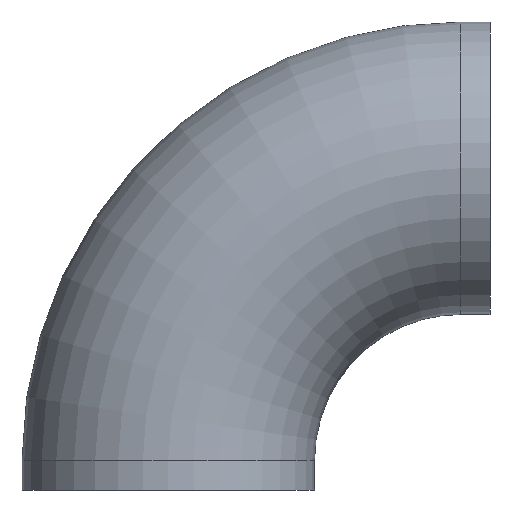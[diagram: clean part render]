
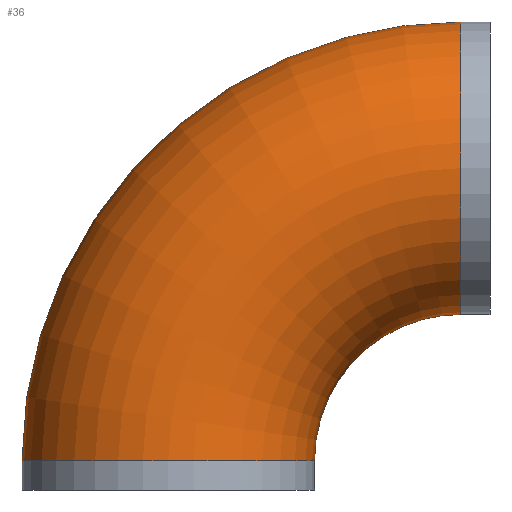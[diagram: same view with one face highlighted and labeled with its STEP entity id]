
A CAD part, front view. The second image highlights one B-rep face of the part: STEP entity #36.
In plain terms, the highlighted toroidal (fillet/blend) face has major radius 200 mm and minor radius 100 mm.
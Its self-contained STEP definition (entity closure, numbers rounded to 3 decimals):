
#36 = ADVANCED_FACE( '', ( #73, #74 ), #75, .T. );
#73 = FACE_OUTER_BOUND( '', #112, .T. );
#74 = FACE_OUTER_BOUND( '', #113, .T. );
#75 = TOROIDAL_SURFACE( '', #114, 200., 100. );
#112 = EDGE_LOOP( '', ( #149 ) );
#113 = EDGE_LOOP( '', ( #150 ) );
#114 = AXIS2_PLACEMENT_3D( '', #151, #152, #153 );
#149 = ORIENTED_EDGE( '', *, *, #191, .T. );
#150 = ORIENTED_EDGE( '', *, *, #192, .F. );
#151 = CARTESIAN_POINT( '', ( 200., 0., 20. ) );
#152 = DIRECTION( '', ( 0., 1., 0. ) );
#153 = DIRECTION( '', ( 0., 0., 1. ) );
#191 = EDGE_CURVE( '', #211, #211, #212, .T. );
#192 = EDGE_CURVE( '', #213, #213, #214, .T. );
#211 = VERTEX_POINT( '', #235 );
#212 = CIRCLE( '', #236, 100. );
#213 = VERTEX_POINT( '', #237 );
#214 = CIRCLE( '', #238, 100. );
#235 = CARTESIAN_POINT( '', ( 100., 0., 20. ) );
#236 = AXIS2_PLACEMENT_3D( '', #260, #261, #262 );
#237 = CARTESIAN_POINT( '', ( 200., 0., 120. ) );
#238 = AXIS2_PLACEMENT_3D( '', #263, #264, #265 );
#260 = CARTESIAN_POINT( '', ( 0., 0., 20. ) );
#261 = DIRECTION( '', ( 0., 0., 1. ) );
#262 = DIRECTION( '', ( 1., 0., 0. ) );
#263 = CARTESIAN_POINT( '', ( 200., 0., 220. ) );
#264 = DIRECTION( '', ( 1., 0., 0. ) );
#265 = DIRECTION( '', ( 0., 0., -1. ) );
